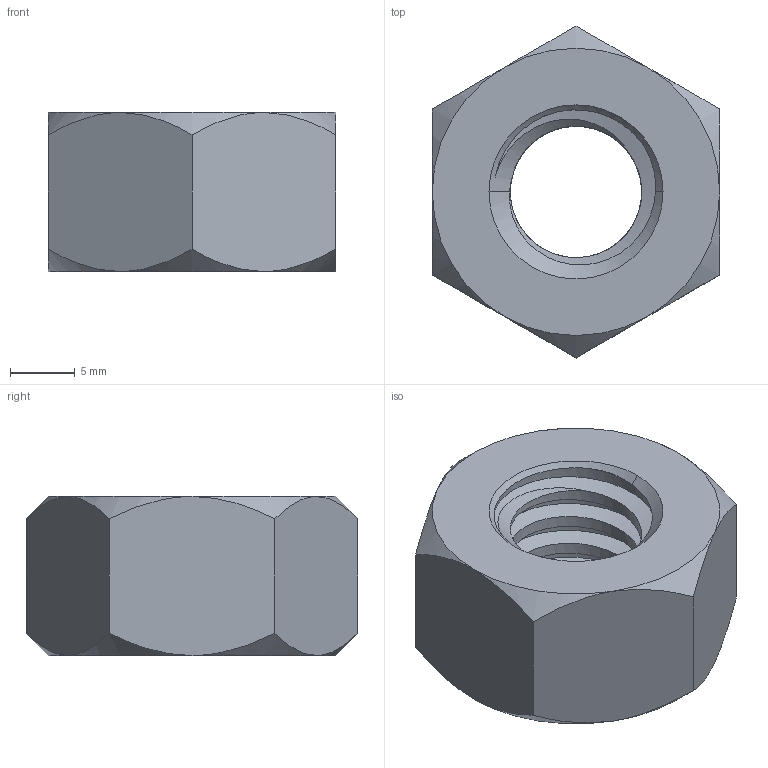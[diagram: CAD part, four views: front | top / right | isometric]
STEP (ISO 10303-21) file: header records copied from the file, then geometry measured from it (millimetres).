
FILE_DESCRIPTION (( 'STEP AP203' ), '1' );
FILE_NAME ('ACME Nut_Regular_94815A107_sldprt.STEP', '2023-01-20T01:40:11', ( '' ), ( '' ), 'SwSTEP 2.0', 'SolidWorks 2022', '' );
FILE_SCHEMA (( 'CONFIG_CONTROL_DESIGN' ));
Length unit declared in the file: inch
Products named in the file (1): ACME Nut_Regular_94815A107_sldprt
Bounding box: 22.23 x 25.66 x 12.3 mm (x, y, z)
Volume: 3897.2 mm3; surface area: 2230.5 mm2
Topology: 1 solids, 1 shells, 37 faces, 94 edges, 59 vertices
Faces by surface type: cone 16, cylinder 10, plane 8, bspline 3
Entity records: 2492 total; most frequent: CARTESIAN_POINT 1650, ORIENTED_EDGE 188, DIRECTION 125, EDGE_CURVE 94, VERTEX_POINT 59, AXIS2_PLACEMENT_3D 53, EDGE_LOOP 39, ADVANCED_FACE 37
